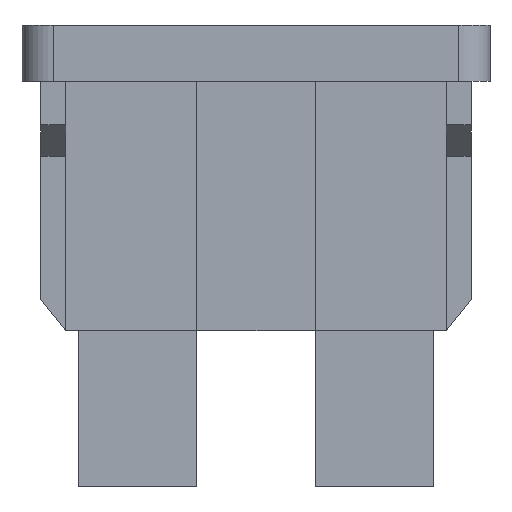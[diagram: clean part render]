
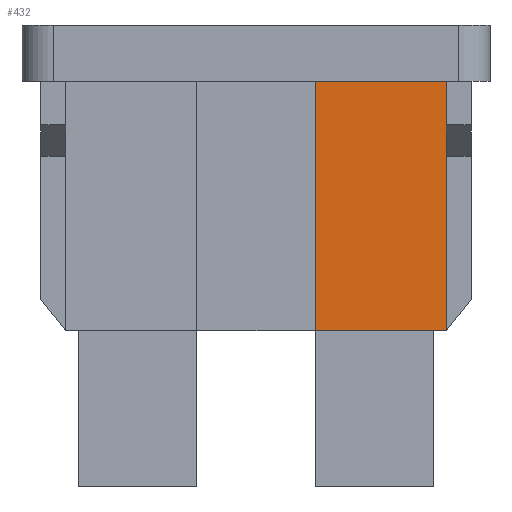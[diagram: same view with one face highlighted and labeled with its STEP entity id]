
A CAD part, front view. The second image highlights one B-rep face of the part: STEP entity #432.
In plain terms, the highlighted planar face has unit normal (0, -1, 0).
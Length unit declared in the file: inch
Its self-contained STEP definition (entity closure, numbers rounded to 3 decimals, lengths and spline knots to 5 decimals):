
#272 = EDGE_CURVE ( 'NONE', #5483, #1031, #1791, .T. ) ;
#274 = VECTOR ( 'NONE', #3937, 39.37008 ) ;
#293 = DIRECTION ( 'NONE',  ( -1., 0., 0. ) ) ;
#432 = ADVANCED_FACE ( 'NONE', ( #5424 ), #3293, .F. ) ;
#616 = EDGE_CURVE ( 'NONE', #4264, #1031, #3903, .T. ) ;
#756 = LINE ( 'NONE', #2451, #3152 ) ;
#963 = CARTESIAN_POINT ( 'NONE',  ( 0.68, 0.0675, -0.4 ) ) ;
#982 = LINE ( 'NONE', #2225, #274 ) ;
#1031 = VERTEX_POINT ( 'NONE', #5169 ) ;
#1147 = ORIENTED_EDGE ( 'NONE', *, *, #5173, .T. ) ;
#1255 = EDGE_CURVE ( 'NONE', #4983, #4264, #756, .T. ) ;
#1286 = LINE ( 'NONE', #963, #5262 ) ;
#1393 = CARTESIAN_POINT ( 'NONE',  ( 0.68, 0.0675, -0.4 ) ) ;
#1686 = DIRECTION ( 'NONE',  ( 0., 0., 1. ) ) ;
#1740 = ORIENTED_EDGE ( 'NONE', *, *, #272, .T. ) ;
#1773 = VECTOR ( 'NONE', #3462, 39.37008 ) ;
#1791 = LINE ( 'NONE', #4808, #3394 ) ;
#2047 = AXIS2_PLACEMENT_3D ( 'NONE', #4601, #5158, #1686 ) ;
#2225 = CARTESIAN_POINT ( 'NONE',  ( 0.68, 0.0675, -0.4 ) ) ;
#2238 = VERTEX_POINT ( 'NONE', #3061 ) ;
#2451 = CARTESIAN_POINT ( 'NONE',  ( 0.68, 0.0675, -0.4 ) ) ;
#2603 = CARTESIAN_POINT ( 'NONE',  ( 0.47, 0.0675, -0.4 ) ) ;
#3061 = CARTESIAN_POINT ( 'NONE',  ( 0.68, 0.0675, -0.10864 ) ) ;
#3132 = DIRECTION ( 'NONE',  ( -1., 0., 0. ) ) ;
#3152 = VECTOR ( 'NONE', #293, 39.37008 ) ;
#3155 = ORIENTED_EDGE ( 'NONE', *, *, #616, .F. ) ;
#3293 = PLANE ( 'NONE',  #2047 ) ;
#3394 = VECTOR ( 'NONE', #3132, 39.37008 ) ;
#3404 = CARTESIAN_POINT ( 'NONE',  ( 0.68, 0.0675, 0. ) ) ;
#3462 = DIRECTION ( 'NONE',  ( 0., 0., 1. ) ) ;
#3551 = CARTESIAN_POINT ( 'NONE',  ( 0.47, 0.0675, -0.4 ) ) ;
#3824 = EDGE_LOOP ( 'NONE', ( #1740, #3155, #4709, #1147, #4695 ) ) ;
#3903 = LINE ( 'NONE', #3551, #1773 ) ;
#3937 = DIRECTION ( 'NONE',  ( 0., 0., 1. ) ) ;
#4264 = VERTEX_POINT ( 'NONE', #2603 ) ;
#4378 = DIRECTION ( 'NONE',  ( 0., 0., 1. ) ) ;
#4549 = EDGE_CURVE ( 'NONE', #2238, #5483, #1286, .T. ) ;
#4601 = CARTESIAN_POINT ( 'NONE',  ( 0.68, 0.0675, -0.4 ) ) ;
#4695 = ORIENTED_EDGE ( 'NONE', *, *, #4549, .T. ) ;
#4709 = ORIENTED_EDGE ( 'NONE', *, *, #1255, .F. ) ;
#4808 = CARTESIAN_POINT ( 'NONE',  ( 0.68, 0.0675, 0. ) ) ;
#4983 = VERTEX_POINT ( 'NONE', #1393 ) ;
#5158 = DIRECTION ( 'NONE',  ( 0., 1., 0. ) ) ;
#5169 = CARTESIAN_POINT ( 'NONE',  ( 0.47, 0.0675, 0. ) ) ;
#5173 = EDGE_CURVE ( 'NONE', #4983, #2238, #982, .T. ) ;
#5262 = VECTOR ( 'NONE', #4378, 39.37008 ) ;
#5424 = FACE_OUTER_BOUND ( 'NONE', #3824, .T. ) ;
#5483 = VERTEX_POINT ( 'NONE', #3404 ) ;
